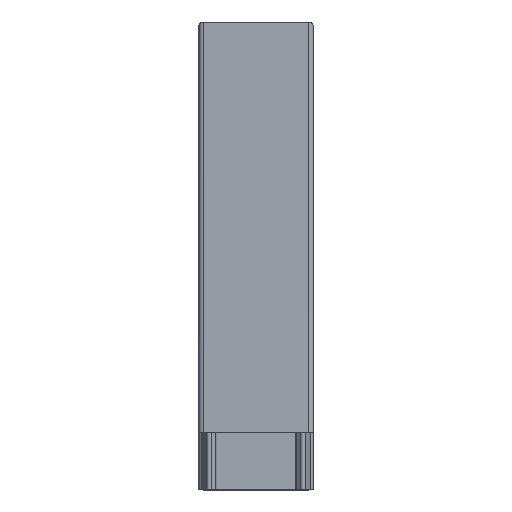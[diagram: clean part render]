
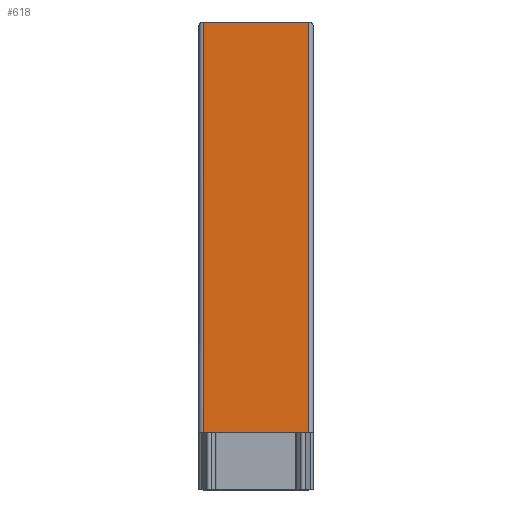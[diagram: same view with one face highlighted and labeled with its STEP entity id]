
A CAD part, top view. The second image highlights one B-rep face of the part: STEP entity #618.
In plain terms, the highlighted face is planar.
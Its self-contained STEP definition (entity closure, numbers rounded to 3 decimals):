
#226 = DIRECTION ( 'NONE',  ( 1., 0., 0. ) ) ;
#267 = DIRECTION ( 'NONE',  ( 0., 0., 1. ) ) ;
#618 = ADVANCED_FACE ( 'NONE', ( #1983 ), #4599, .T. ) ;
#640 = CARTESIAN_POINT ( 'NONE',  ( 139.593, -80.568, -20. ) ) ;
#641 = EDGE_CURVE ( 'NONE', #1126, #3643, #4813, .T. ) ;
#723 = DIRECTION ( 'NONE',  ( 0., 1., 0. ) ) ;
#906 = LINE ( 'NONE', #5337, #4188 ) ;
#1126 = VERTEX_POINT ( 'NONE', #1331 ) ;
#1174 = CARTESIAN_POINT ( 'NONE',  ( 92.69, -80.568, -2000. ) ) ;
#1268 = EDGE_CURVE ( 'NONE', #1662, #2305, #3380, .T. ) ;
#1331 = CARTESIAN_POINT ( 'NONE',  ( 102.69, -80.568, -20. ) ) ;
#1576 = CARTESIAN_POINT ( 'NONE',  ( 92.69, -80.568, -20. ) ) ;
#1634 = CARTESIAN_POINT ( 'NONE',  ( 102.69, -80.568, -2000. ) ) ;
#1662 = VERTEX_POINT ( 'NONE', #3458 ) ;
#1983 = FACE_OUTER_BOUND ( 'NONE', #3061, .T. ) ;
#2305 = VERTEX_POINT ( 'NONE', #2716 ) ;
#2579 = VECTOR ( 'NONE', #226, 1000. ) ;
#2716 = CARTESIAN_POINT ( 'NONE',  ( 139.593, -80.568, -163.704 ) ) ;
#2824 = DIRECTION ( 'NONE',  ( 0., 0., -1. ) ) ;
#2941 = EDGE_CURVE ( 'NONE', #1662, #1126, #3881, .T. ) ;
#2961 = AXIS2_PLACEMENT_3D ( 'NONE', #1174, #723, #267 ) ;
#3061 = EDGE_LOOP ( 'NONE', ( #4804, #5134, #3372, #5122 ) ) ;
#3372 = ORIENTED_EDGE ( 'NONE', *, *, #2941, .T. ) ;
#3380 = LINE ( 'NONE', #3642, #3967 ) ;
#3458 = CARTESIAN_POINT ( 'NONE',  ( 102.69, -80.568, -163.704 ) ) ;
#3642 = CARTESIAN_POINT ( 'NONE',  ( 92.69, -80.568, -163.704 ) ) ;
#3643 = VERTEX_POINT ( 'NONE', #640 ) ;
#3881 = LINE ( 'NONE', #1634, #4862 ) ;
#3967 = VECTOR ( 'NONE', #4077, 1000. ) ;
#4077 = DIRECTION ( 'NONE',  ( 1., 0., 0. ) ) ;
#4120 = EDGE_CURVE ( 'NONE', #3643, #2305, #906, .T. ) ;
#4188 = VECTOR ( 'NONE', #2824, 1000. ) ;
#4599 = PLANE ( 'NONE',  #2961 ) ;
#4804 = ORIENTED_EDGE ( 'NONE', *, *, #4120, .T. ) ;
#4813 = LINE ( 'NONE', #1576, #2579 ) ;
#4862 = VECTOR ( 'NONE', #5024, 1000. ) ;
#5024 = DIRECTION ( 'NONE',  ( 0., 0., 1. ) ) ;
#5122 = ORIENTED_EDGE ( 'NONE', *, *, #641, .T. ) ;
#5134 = ORIENTED_EDGE ( 'NONE', *, *, #1268, .F. ) ;
#5337 = CARTESIAN_POINT ( 'NONE',  ( 139.593, -80.568, -2000. ) ) ;
